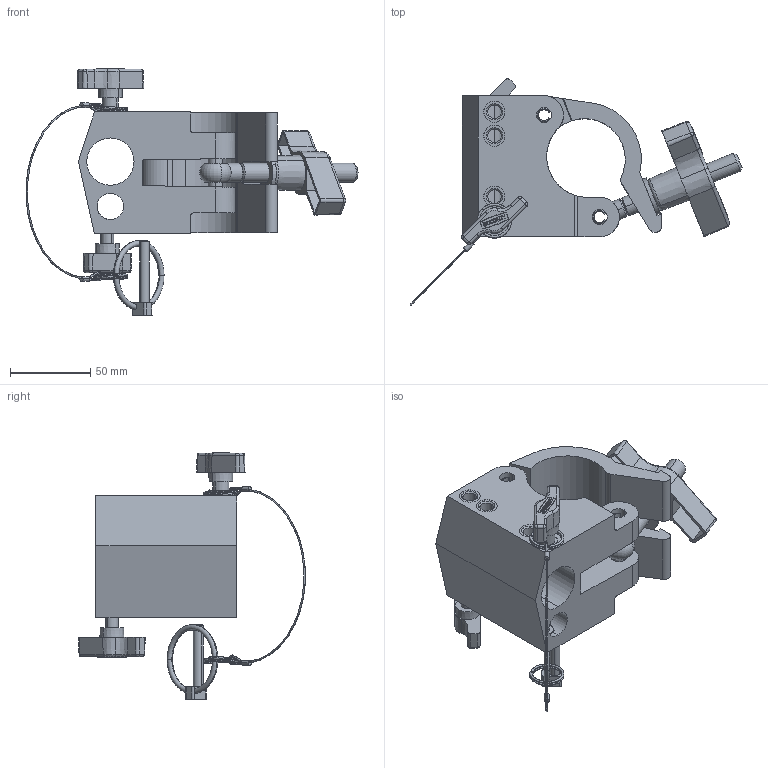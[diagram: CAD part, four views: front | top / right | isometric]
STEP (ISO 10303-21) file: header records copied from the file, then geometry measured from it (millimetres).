
FILE_DESCRIPTION (( 'STEP AP203' ), '1' );
FILE_NAME ('G1115.STEP', '2018-09-25T13:50:18', ( '' ), ( '' ), 'SwSTEP 2.0', 'SolidWorks 2016', '' );
FILE_SCHEMA (( 'CONFIG_CONTROL_DESIGN' ));
Length unit declared in the file: millimetre
Products named in the file (18): F789; TH2001_TH2001 - 75MM WIDE; S2605_Default2; TH1997; A Washer_Bright washer BS 4320 - M12 (Form A); TH157_TH693; F628; Doughty Knob_S0158; TH733; G1115; T28380; F629; Doughty Knob_S0116; S1426; S0123; T21000; F790; T78052
Assembly tree (22 placements, depth 3):
  G1115
    TH1997
    TH157_TH693
      TH2001_TH2001 - 75MM WIDE
    F789
    T78052
      TH733
      A Washer_Bright washer BS 4320 - M12 (Form A)
      S0123
    F790
    Doughty Knob_S0116
    Doughty Knob_S0158
    T28380
      S2605_Default2
      T21000
      S1426  x2
    F629  x4
    F628  x2
Bounding box: 207.21 x 141.41 x 154.05 mm (x, y, z)
Volume: 403010 mm3; surface area: 114724 mm2
Topology: 19 solids, 19 shells, 884 faces, 2261 edges, 1468 vertices
Faces by surface type: plane 400, cylinder 284, cone 78, bspline 78, torus 44
Entity records: 33936 total; most frequent: CARTESIAN_POINT 11422, ORIENTED_EDGE 4318, DIRECTION 4147, EDGE_CURVE 2159, AXIS2_PLACEMENT_3D 1431, VERTEX_POINT 1406, VECTOR 1285, LINE 1285
